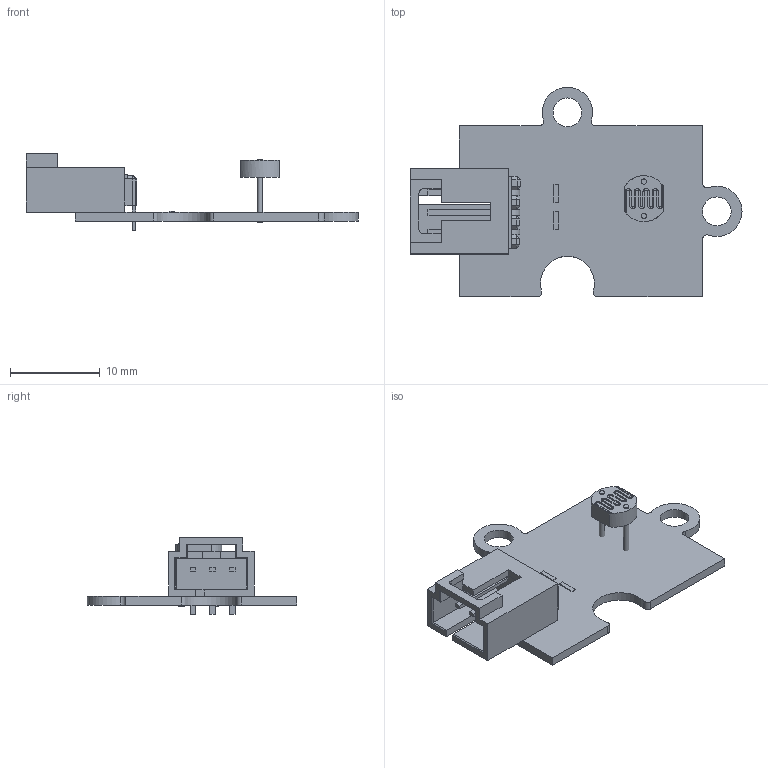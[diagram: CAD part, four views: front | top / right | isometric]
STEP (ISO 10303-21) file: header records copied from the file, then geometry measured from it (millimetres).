
FILE_DESCRIPTION(('FreeCAD Model'),'2;1');
FILE_NAME('Sensor_LDR.step', '2014-08-12T00:45:07',('FreeCAD'),('FreeCAD'), 'Open CASCADE STEP processor 6.7','FreeCAD','Unknown');
FILE_SCHEMA(('AUTOMOTIVE_DESIGN_CC2 { 1 2 10303 214 -1 1 5 4 }'));
Length unit declared in the file: millimetre
Products named in the file (6): PCB_Base; Resistencia1; LDR; AlojaConectores; Conectores; Resistencia2
Bounding box: 36.9 x 23.3 x 8.5 mm (x, y, z)
Volume: 812.4 mm3; surface area: 2017.2 mm2
Topology: 6 solids, 6 shells, 225 faces, 573 edges, 364 vertices
Faces by surface type: plane 181, cylinder 44
Full cylindrical faces by diameter (mm): 0.6 x4, 3.2 x2
Entity records: 15469 total; most frequent: CARTESIAN_POINT 2776, DIRECTION 2010, LINE 1312, VECTOR 1312, ORIENTED_EDGE 1154, PCURVE 1146, DEFINITIONAL_REPRESENTATION 1146, EDGE_CURVE 573
